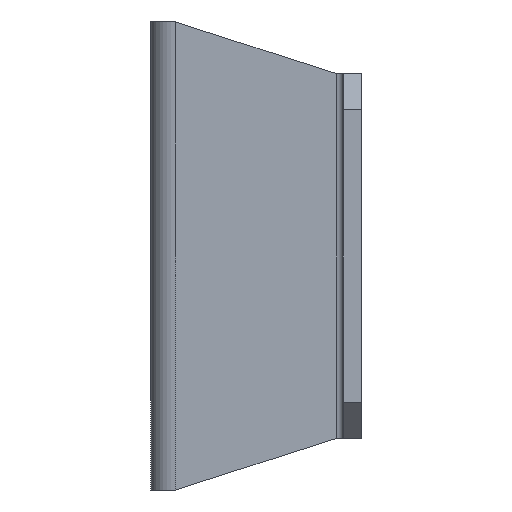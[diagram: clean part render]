
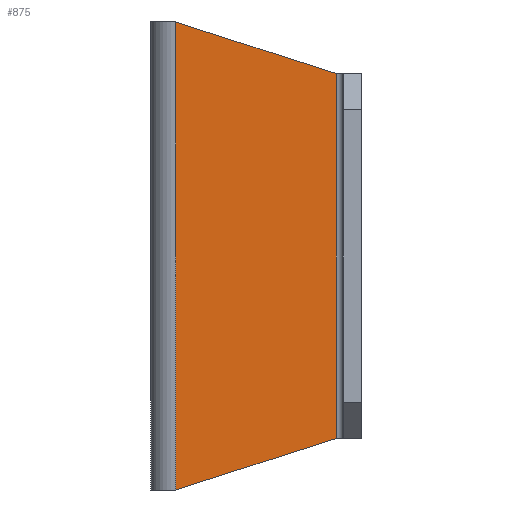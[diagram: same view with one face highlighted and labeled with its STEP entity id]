
A CAD part, left-side view. The second image highlights one B-rep face of the part: STEP entity #875.
In plain terms, the highlighted planar face has unit normal (-1, 0, 0).
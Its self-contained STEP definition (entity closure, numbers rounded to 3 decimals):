
#13 = LINE ( 'NONE', #555, #670 ) ;
#47 = DIRECTION ( 'NONE',  ( 0., 0., -1. ) ) ;
#120 = ORIENTED_EDGE ( 'NONE', *, *, #1390, .T. ) ;
#237 = FACE_OUTER_BOUND ( 'NONE', #1210, .T. ) ;
#379 = VERTEX_POINT ( 'NONE', #1635 ) ;
#402 = CARTESIAN_POINT ( 'NONE',  ( -6.6, 2.57, -3.24 ) ) ;
#555 = CARTESIAN_POINT ( 'NONE',  ( -6.6, 2.57, 3.24 ) ) ;
#612 = CARTESIAN_POINT ( 'NONE',  ( -6.6, 2.57, 3.24 ) ) ;
#670 = VECTOR ( 'NONE', #47, 1000. ) ;
#727 = CARTESIAN_POINT ( 'NONE',  ( -6.6, 2.92, 3.24 ) ) ;
#771 = CARTESIAN_POINT ( 'NONE',  ( -6.6, 2.887, 3.342 ) ) ;
#842 = CARTESIAN_POINT ( 'NONE',  ( -6.6, 0.996, -2.733 ) ) ;
#875 = ADVANCED_FACE ( 'NONE', ( #237 ), #1543, .T. ) ;
#883 = DIRECTION ( 'NONE',  ( -1., 0., 0. ) ) ;
#898 = ORIENTED_EDGE ( 'NONE', *, *, #1032, .T. ) ;
#902 = VECTOR ( 'NONE', #972, 1000. ) ;
#922 = VERTEX_POINT ( 'NONE', #612 ) ;
#941 = LINE ( 'NONE', #1303, #1407 ) ;
#972 = DIRECTION ( 'NONE',  ( 0., -0.952, 0.307 ) ) ;
#1011 = CARTESIAN_POINT ( 'NONE',  ( -6.6, 0.35, 2.525 ) ) ;
#1032 = EDGE_CURVE ( 'NONE', #1505, #922, #1258, .T. ) ;
#1071 = ORIENTED_EDGE ( 'NONE', *, *, #1665, .F. ) ;
#1089 = LINE ( 'NONE', #842, #902 ) ;
#1173 = DIRECTION ( 'NONE',  ( 0., 0.952, 0.307 ) ) ;
#1179 = VERTEX_POINT ( 'NONE', #402 ) ;
#1200 = ORIENTED_EDGE ( 'NONE', *, *, #1245, .T. ) ;
#1210 = EDGE_LOOP ( 'NONE', ( #1200, #120, #1071, #898 ) ) ;
#1211 = DIRECTION ( 'NONE',  ( 0., 0., -1. ) ) ;
#1245 = EDGE_CURVE ( 'NONE', #922, #1179, #13, .T. ) ;
#1258 = LINE ( 'NONE', #771, #1552 ) ;
#1303 = CARTESIAN_POINT ( 'NONE',  ( -6.6, 0.35, 3.24 ) ) ;
#1390 = EDGE_CURVE ( 'NONE', #1179, #379, #1089, .T. ) ;
#1407 = VECTOR ( 'NONE', #1211, 1000. ) ;
#1505 = VERTEX_POINT ( 'NONE', #1011 ) ;
#1543 = PLANE ( 'NONE',  #1602 ) ;
#1552 = VECTOR ( 'NONE', #1173, 1000. ) ;
#1602 = AXIS2_PLACEMENT_3D ( 'NONE', #727, #883, #1661 ) ;
#1635 = CARTESIAN_POINT ( 'NONE',  ( -6.6, 0.35, -2.525 ) ) ;
#1661 = DIRECTION ( 'NONE',  ( 0., 1., 0. ) ) ;
#1665 = EDGE_CURVE ( 'NONE', #1505, #379, #941, .T. ) ;
